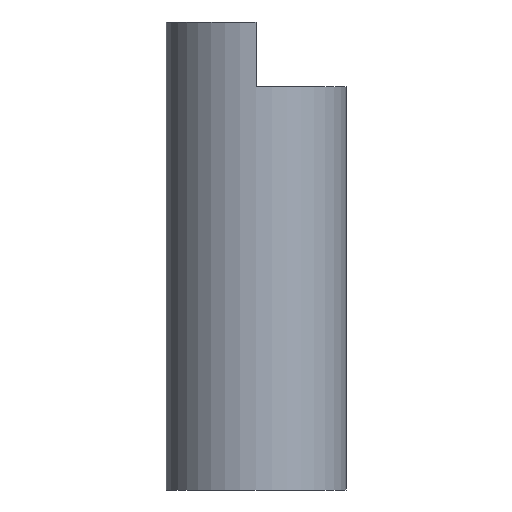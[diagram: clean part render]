
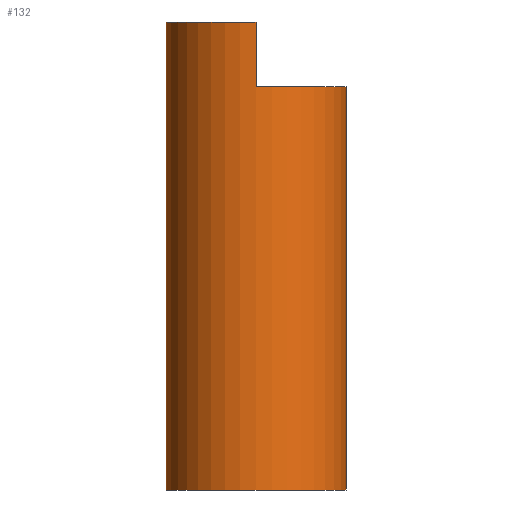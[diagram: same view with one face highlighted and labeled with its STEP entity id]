
A CAD part, left-side view. The second image highlights one B-rep face of the part: STEP entity #132.
In plain terms, the highlighted cylindrical face has radius 2.5 mm (diameter 5 mm), a full revolution.
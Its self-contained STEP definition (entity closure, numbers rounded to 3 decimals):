
#17=CYLINDRICAL_SURFACE('',#164,2.5);
#19=CIRCLE('',#158,2.5);
#21=CIRCLE('',#161,2.5);
#23=CIRCLE('',#165,2.5);
#24=CIRCLE('',#166,2.5);
#30=FACE_OUTER_BOUND('',#37,.T.);
#37=EDGE_LOOP('',(#111,#112,#113,#114,#115,#116,#117,#118));
#43=LINE('',#217,#53);
#45=LINE('',#223,#55);
#49=LINE('',#239,#59);
#53=VECTOR('',#175,10.);
#55=VECTOR('',#179,10.);
#59=VECTOR('',#201,2.5);
#61=VERTEX_POINT('',#211);
#63=VERTEX_POINT('',#215);
#64=VERTEX_POINT('',#219);
#66=VERTEX_POINT('',#222);
#69=VERTEX_POINT('',#238);
#70=VERTEX_POINT('',#240);
#74=EDGE_CURVE('',#61,#63,#43,.T.);
#76=EDGE_CURVE('',#64,#66,#45,.T.);
#80=EDGE_CURVE('',#66,#63,#19,.T.);
#82=EDGE_CURVE('',#61,#64,#21,.T.);
#85=EDGE_CURVE('',#61,#69,#49,.T.);
#86=EDGE_CURVE('',#69,#70,#23,.T.);
#87=EDGE_CURVE('',#70,#69,#24,.T.);
#111=ORIENTED_EDGE('',*,*,#82,.F.);
#112=ORIENTED_EDGE('',*,*,#85,.T.);
#113=ORIENTED_EDGE('',*,*,#86,.T.);
#114=ORIENTED_EDGE('',*,*,#87,.T.);
#115=ORIENTED_EDGE('',*,*,#85,.F.);
#116=ORIENTED_EDGE('',*,*,#74,.T.);
#117=ORIENTED_EDGE('',*,*,#80,.F.);
#118=ORIENTED_EDGE('',*,*,#76,.F.);
#132=ADVANCED_FACE('',(#30),#17,.T.);
#158=AXIS2_PLACEMENT_3D('',#229,#186,#187);
#161=AXIS2_PLACEMENT_3D('',#232,#192,#193);
#164=AXIS2_PLACEMENT_3D('',#237,#199,#200);
#165=AXIS2_PLACEMENT_3D('',#241,#202,#203);
#166=AXIS2_PLACEMENT_3D('',#242,#204,#205);
#175=DIRECTION('',(0.,0.,1.));
#179=DIRECTION('',(0.,0.,1.));
#186=DIRECTION('center_axis',(0.,0.,1.));
#187=DIRECTION('ref_axis',(1.,0.,0.));
#192=DIRECTION('center_axis',(0.,0.,1.));
#193=DIRECTION('ref_axis',(1.,0.,0.));
#199=DIRECTION('center_axis',(0.,0.,1.));
#200=DIRECTION('ref_axis',(1.,0.,0.));
#201=DIRECTION('',(0.,0.,-1.));
#202=DIRECTION('center_axis',(0.,0.,1.));
#203=DIRECTION('ref_axis',(1.,0.,0.));
#204=DIRECTION('center_axis',(0.,0.,1.));
#205=DIRECTION('ref_axis',(1.,0.,0.));
#211=CARTESIAN_POINT('',(-2.5,0.,11.2));
#215=CARTESIAN_POINT('',(-2.5,0.,13.));
#217=CARTESIAN_POINT('',(-2.5,0.,11.2));
#219=CARTESIAN_POINT('',(2.5,0.,11.2));
#222=CARTESIAN_POINT('',(2.5,0.,13.));
#223=CARTESIAN_POINT('',(2.5,0.,11.2));
#229=CARTESIAN_POINT('Origin',(0.,0.,13.));
#232=CARTESIAN_POINT('Origin',(0.,0.,11.2));
#237=CARTESIAN_POINT('Origin',(0.,0.,0.));
#238=CARTESIAN_POINT('',(-2.5,0.,0.));
#239=CARTESIAN_POINT('',(-2.5,0.,0.));
#240=CARTESIAN_POINT('',(2.5,0.,0.));
#241=CARTESIAN_POINT('Origin',(0.,0.,0.));
#242=CARTESIAN_POINT('Origin',(0.,0.,0.));
